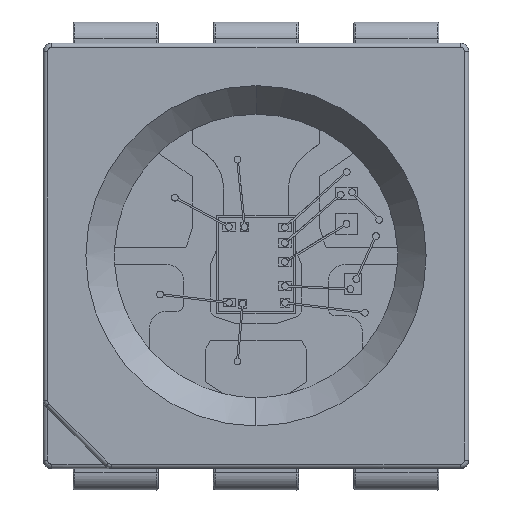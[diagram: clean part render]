
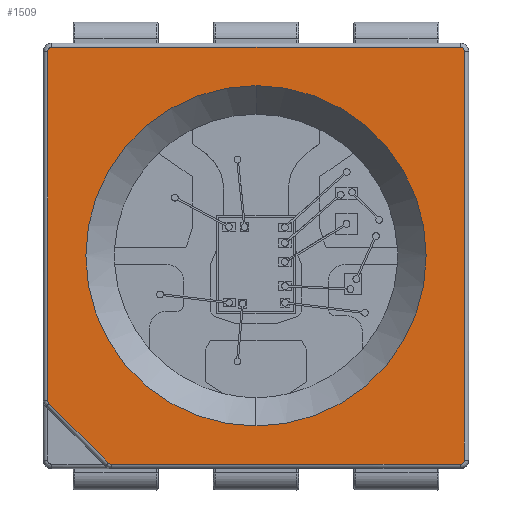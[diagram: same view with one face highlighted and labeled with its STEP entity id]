
A CAD part, top view. The second image highlights one B-rep face of the part: STEP entity #1509.
In plain terms, the highlighted planar face has unit normal (0, 0, 1).
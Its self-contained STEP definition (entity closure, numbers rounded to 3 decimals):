
#89 = VERTEX_POINT('',#90);
#90 = CARTESIAN_POINT('',(0.,2.,
    1.4));
#96 = EDGE_CURVE('',#89,#97,#99,.T.);
#97 = VERTEX_POINT('',#98);
#98 = CARTESIAN_POINT('',(0.,-2.,
    1.4));
#99 = CIRCLE('',#100,2.);
#100 = AXIS2_PLACEMENT_3D('',#101,#102,#103);
#101 = CARTESIAN_POINT('',(0.,0.,
    1.4));
#102 = DIRECTION('',(0.,0.,-1.));
#103 = DIRECTION('',(0.,1.,0.));
#1509 = ADVANCED_FACE('',(#1510,#1597),#1607,.T.);
#1510 = FACE_BOUND('',#1511,.T.);
#1511 = EDGE_LOOP('',(#1512,#1522,#1531,#1539,#1548,#1556,#1565,#1573,
    #1582,#1590));
#1512 = ORIENTED_EDGE('',*,*,#1513,.T.);
#1513 = EDGE_CURVE('',#1514,#1516,#1518,.T.);
#1514 = VERTEX_POINT('',#1515);
#1515 = CARTESIAN_POINT('',(-1.701,-2.45,1.4));
#1516 = VERTEX_POINT('',#1517);
#1517 = CARTESIAN_POINT('',(2.4,-2.45,1.4));
#1518 = LINE('',#1519,#1520);
#1519 = CARTESIAN_POINT('',(2.45,-2.45,1.4));
#1520 = VECTOR('',#1521,1.);
#1521 = DIRECTION('',(1.,0.,0.));
#1522 = ORIENTED_EDGE('',*,*,#1523,.T.);
#1523 = EDGE_CURVE('',#1516,#1524,#1526,.T.);
#1524 = VERTEX_POINT('',#1525);
#1525 = CARTESIAN_POINT('',(2.45,-2.4,1.4));
#1526 = B_SPLINE_CURVE_WITH_KNOTS('',3,(#1527,#1528,#1529,#1530),
  .UNSPECIFIED.,.F.,.F.,(4,4),(0.,1.),.PIECEWISE_BEZIER_KNOTS.);
#1527 = CARTESIAN_POINT('',(2.4,-2.45,1.4));
#1528 = CARTESIAN_POINT('',(2.427,-2.449,1.4));
#1529 = CARTESIAN_POINT('',(2.449,-2.429,1.4));
#1530 = CARTESIAN_POINT('',(2.45,-2.4,1.4));
#1531 = ORIENTED_EDGE('',*,*,#1532,.T.);
#1532 = EDGE_CURVE('',#1524,#1533,#1535,.T.);
#1533 = VERTEX_POINT('',#1534);
#1534 = CARTESIAN_POINT('',(2.45,2.4,1.4));
#1535 = LINE('',#1536,#1537);
#1536 = CARTESIAN_POINT('',(2.45,-2.45,1.4));
#1537 = VECTOR('',#1538,1.);
#1538 = DIRECTION('',(0.,1.,0.));
#1539 = ORIENTED_EDGE('',*,*,#1540,.T.);
#1540 = EDGE_CURVE('',#1533,#1541,#1543,.T.);
#1541 = VERTEX_POINT('',#1542);
#1542 = CARTESIAN_POINT('',(2.4,2.45,1.4));
#1543 = B_SPLINE_CURVE_WITH_KNOTS('',3,(#1544,#1545,#1546,#1547),
  .UNSPECIFIED.,.F.,.F.,(4,4),(0.,1.),.PIECEWISE_BEZIER_KNOTS.);
#1544 = CARTESIAN_POINT('',(2.45,2.4,1.4));
#1545 = CARTESIAN_POINT('',(2.449,2.427,1.4));
#1546 = CARTESIAN_POINT('',(2.429,2.449,1.4));
#1547 = CARTESIAN_POINT('',(2.4,2.45,1.4));
#1548 = ORIENTED_EDGE('',*,*,#1549,.T.);
#1549 = EDGE_CURVE('',#1541,#1550,#1552,.T.);
#1550 = VERTEX_POINT('',#1551);
#1551 = CARTESIAN_POINT('',(-2.4,2.45,1.4));
#1552 = LINE('',#1553,#1554);
#1553 = CARTESIAN_POINT('',(2.45,2.45,1.4));
#1554 = VECTOR('',#1555,1.);
#1555 = DIRECTION('',(-1.,0.,0.));
#1556 = ORIENTED_EDGE('',*,*,#1557,.T.);
#1557 = EDGE_CURVE('',#1550,#1558,#1560,.T.);
#1558 = VERTEX_POINT('',#1559);
#1559 = CARTESIAN_POINT('',(-2.45,2.4,1.4));
#1560 = B_SPLINE_CURVE_WITH_KNOTS('',3,(#1561,#1562,#1563,#1564),
  .UNSPECIFIED.,.F.,.F.,(4,4),(0.,1.),.PIECEWISE_BEZIER_KNOTS.);
#1561 = CARTESIAN_POINT('',(-2.4,2.45,1.4));
#1562 = CARTESIAN_POINT('',(-2.427,2.449,1.4));
#1563 = CARTESIAN_POINT('',(-2.449,2.429,1.4));
#1564 = CARTESIAN_POINT('',(-2.45,2.4,1.4));
#1565 = ORIENTED_EDGE('',*,*,#1566,.T.);
#1566 = EDGE_CURVE('',#1558,#1567,#1569,.T.);
#1567 = VERTEX_POINT('',#1568);
#1568 = CARTESIAN_POINT('',(-2.45,-1.701,1.4));
#1569 = LINE('',#1570,#1571);
#1570 = CARTESIAN_POINT('',(-2.45,-2.45,1.4));
#1571 = VECTOR('',#1572,1.);
#1572 = DIRECTION('',(0.,-1.,0.));
#1573 = ORIENTED_EDGE('',*,*,#1574,.T.);
#1574 = EDGE_CURVE('',#1567,#1575,#1577,.T.);
#1575 = VERTEX_POINT('',#1576);
#1576 = CARTESIAN_POINT('',(-2.435,-1.737,1.4
    ));
#1577 = B_SPLINE_CURVE_WITH_KNOTS('',3,(#1578,#1579,#1580,#1581),
  .UNSPECIFIED.,.F.,.F.,(4,4),(0.,1.),.PIECEWISE_BEZIER_KNOTS.);
#1578 = CARTESIAN_POINT('',(-2.45,-1.701,1.4));
#1579 = CARTESIAN_POINT('',(-2.45,-1.715,1.4));
#1580 = CARTESIAN_POINT('',(-2.445,-1.727,1.4));
#1581 = CARTESIAN_POINT('',(-2.435,-1.737,1.4
    ));
#1582 = ORIENTED_EDGE('',*,*,#1583,.T.);
#1583 = EDGE_CURVE('',#1575,#1584,#1586,.T.);
#1584 = VERTEX_POINT('',#1585);
#1585 = CARTESIAN_POINT('',(-1.737,-2.435,
    1.4));
#1586 = LINE('',#1587,#1588);
#1587 = CARTESIAN_POINT('',(-2.435,-1.737,1.4));
#1588 = VECTOR('',#1589,1.);
#1589 = DIRECTION('',(0.707,-0.707,0.));
#1590 = ORIENTED_EDGE('',*,*,#1591,.T.);
#1591 = EDGE_CURVE('',#1584,#1514,#1592,.T.);
#1592 = B_SPLINE_CURVE_WITH_KNOTS('',3,(#1593,#1594,#1595,#1596),
  .UNSPECIFIED.,.F.,.F.,(4,4),(0.,1.),.PIECEWISE_BEZIER_KNOTS.);
#1593 = CARTESIAN_POINT('',(-1.737,-2.435,
    1.4));
#1594 = CARTESIAN_POINT('',(-1.727,-2.445,1.4));
#1595 = CARTESIAN_POINT('',(-1.715,-2.45,1.4));
#1596 = CARTESIAN_POINT('',(-1.701,-2.45,1.4));
#1597 = FACE_BOUND('',#1598,.T.);
#1598 = EDGE_LOOP('',(#1599,#1600));
#1599 = ORIENTED_EDGE('',*,*,#96,.T.);
#1600 = ORIENTED_EDGE('',*,*,#1601,.T.);
#1601 = EDGE_CURVE('',#97,#89,#1602,.T.);
#1602 = CIRCLE('',#1603,2.);
#1603 = AXIS2_PLACEMENT_3D('',#1604,#1605,#1606);
#1604 = CARTESIAN_POINT('',(0.,0.,
    1.4));
#1605 = DIRECTION('',(0.,0.,-1.));
#1606 = DIRECTION('',(0.,1.,0.));
#1607 = PLANE('',#1608);
#1608 = AXIS2_PLACEMENT_3D('',#1609,#1610,#1611);
#1609 = CARTESIAN_POINT('',(2.45,-2.45,1.4));
#1610 = DIRECTION('',(0.,0.,1.));
#1611 = DIRECTION('',(0.,1.,0.));
